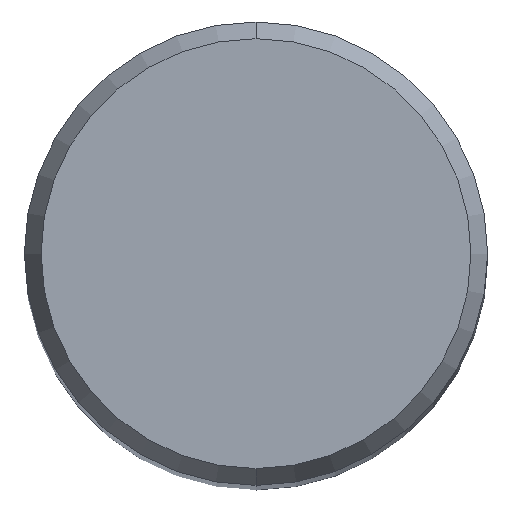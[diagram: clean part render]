
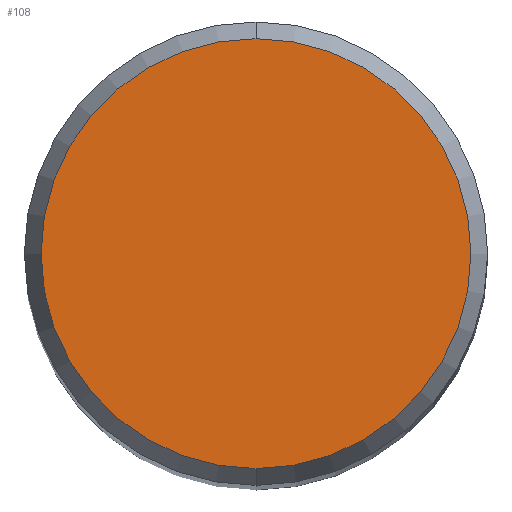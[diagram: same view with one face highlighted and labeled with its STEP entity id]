
A CAD part, top view. The second image highlights one B-rep face of the part: STEP entity #108.
In plain terms, the highlighted planar face has unit normal (0, 0, 1).
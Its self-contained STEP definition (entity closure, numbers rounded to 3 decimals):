
#94=VERTEX_POINT('',#232);
#108=ADVANCED_FACE('',(#246),#247,.T.);
#120=EDGE_CURVE('',#94,#128,#260,.T.);
#128=VERTEX_POINT('',#270);
#152=EDGE_CURVE('',#128,#94,#298,.T.);
#232=CARTESIAN_POINT('',(0.0,2.946,0.01));
#246=FACE_OUTER_BOUND('',#397,.T.);
#247=PLANE('',#398);
#260=CIRCLE('',#420,2.946);
#270=CARTESIAN_POINT('',(0.,-2.946,0.01));
#298=CIRCLE('',#464,2.946);
#397=EDGE_LOOP('',(#562,#563));
#398=AXIS2_PLACEMENT_3D('',#564,#565,#566);
#420=AXIS2_PLACEMENT_3D('',#577,#578,#579);
#464=AXIS2_PLACEMENT_3D('',#630,#631,#632);
#562=ORIENTED_EDGE('',*,*,#120,.F.);
#563=ORIENTED_EDGE('',*,*,#152,.F.);
#564=CARTESIAN_POINT('',(0.0,1.473,0.01));
#565=DIRECTION('',(-0.0,0.0,1.0));
#566=DIRECTION('',(0.0,-1.0,0.0));
#577=CARTESIAN_POINT('',(0.0,0.0,0.01));
#578=DIRECTION('',(0.0,0.0,-1.0));
#579=DIRECTION('',(0.0,1.0,0.0));
#630=CARTESIAN_POINT('',(0.0,0.0,0.01));
#631=DIRECTION('',(0.0,0.0,-1.0));
#632=DIRECTION('',(0.0,1.0,0.0));
